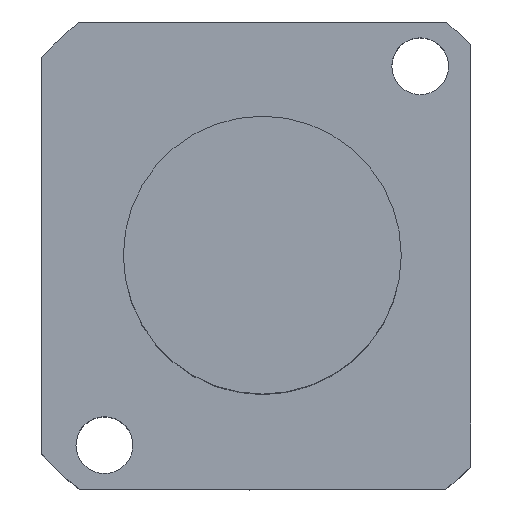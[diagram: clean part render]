
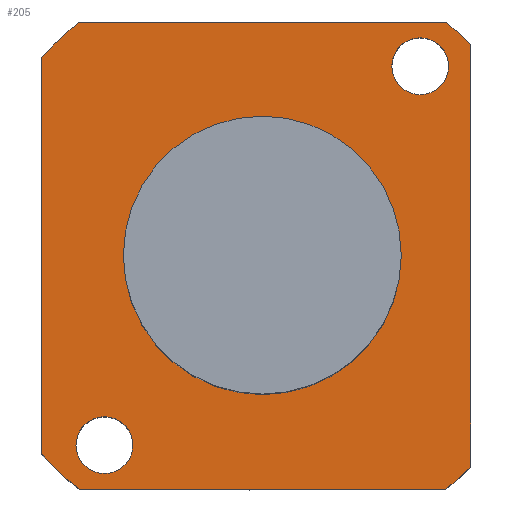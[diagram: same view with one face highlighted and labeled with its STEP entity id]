
A CAD part, top view. The second image highlights one B-rep face of the part: STEP entity #205.
In plain terms, the highlighted planar face has unit normal (0, 0, 1).
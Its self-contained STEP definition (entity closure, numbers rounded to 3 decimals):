
#158=EDGE_CURVE('Unnamed[1]',#429,#430,#431,.T.);
#169=EDGE_CURVE('Unnamed[1]',#450,#451,#452,.T.);
#183=EDGE_CURVE('Unnamed[1]',#471,#396,#472,.T.);
#205=ADVANCED_FACE('Unnamed[1]',(#505,#506,#507,#508),#509,.T.);
#207=EDGE_CURVE('Unnamed[1]',#396,#460,#511,.T.);
#213=EDGE_CURVE('Unnamed[1]',#518,#450,#519,.T.);
#238=EDGE_CURVE('Unnamed[1]',#553,#553,#554,.T.);
#242=EDGE_CURVE('Unnamed[1]',#430,#471,#558,.T.);
#260=EDGE_CURVE('Unnamed[1]',#582,#582,#583,.T.);
#279=EDGE_CURVE('Unnamed[1]',#460,#518,#609,.T.);
#285=EDGE_CURVE('Unnamed[1]',#451,#429,#616,.T.);
#305=EDGE_CURVE('Unnamed[1]',#641,#641,#642,.T.);
#396=VERTEX_POINT('',#743);
#429=VERTEX_POINT('',#794);
#430=VERTEX_POINT('',#795);
#431=LINE('',#796,#797);
#450=VERTEX_POINT('',#821);
#451=VERTEX_POINT('',#822);
#452=LINE('',#823,#824);
#460=VERTEX_POINT('',#853);
#471=VERTEX_POINT('',#868);
#472=LINE('',#869,#870);
#505=FACE_BOUND('',#954,.T.);
#506=FACE_BOUND('',#955,.T.);
#507=FACE_OUTER_BOUND('',#956,.T.);
#508=FACE_BOUND('',#957,.T.);
#509=PLANE('',#958);
#511=CIRCLE('',#961,23.5);
#518=VERTEX_POINT('',#980);
#519=CIRCLE('',#981,23.5);
#553=VERTEX_POINT('',#1038);
#554=CIRCLE('',#1039,2.25);
#558=CIRCLE('',#1046,23.5);
#582=VERTEX_POINT('',#1090);
#583=CIRCLE('',#1091,11.0);
#609=LINE('',#1127,#1128);
#616=CIRCLE('',#1147,23.5);
#641=VERTEX_POINT('',#1216);
#642=CIRCLE('',#1217,2.25);
#743=CARTESIAN_POINT('',(-14.491,18.5,0.));
#794=CARTESIAN_POINT('',(16.5,-16.733,0.));
#795=CARTESIAN_POINT('',(16.5,16.733,0.));
#796=CARTESIAN_POINT('',(16.5,8.625,0.));
#797=VECTOR('',#1444,1.0);
#821=CARTESIAN_POINT('',(-14.491,-18.5,0.));
#822=CARTESIAN_POINT('',(14.491,-18.5,0.));
#823=CARTESIAN_POINT('',(-0.25,-18.5,0.));
#824=VECTOR('',#1464,1.0);
#853=CARTESIAN_POINT('',(-17.5,15.684,0.));
#868=CARTESIAN_POINT('',(14.491,18.5,0.));
#869=CARTESIAN_POINT('',(-0.25,18.5,0.));
#870=VECTOR('',#1479,1.0);
#954=EDGE_LOOP('',(#1511));
#955=EDGE_LOOP('',(#1512));
#956=EDGE_LOOP('',(#1513,#1514,#1515,#1516,#1517,#1518,#1519,#1520));
#957=EDGE_LOOP('',(#1521));
#958=AXIS2_PLACEMENT_3D('',#1522,#1523,#1524);
#961=AXIS2_PLACEMENT_3D('',#1525,#1526,#1527);
#980=CARTESIAN_POINT('',(-17.5,-15.684,0.));
#981=AXIS2_PLACEMENT_3D('',#1531,#1532,#1533);
#1038=CARTESIAN_POINT('',(-14.75,-15.,0.));
#1039=AXIS2_PLACEMENT_3D('',#1568,#1569,#1570);
#1046=AXIS2_PLACEMENT_3D('',#1572,#1573,#1574);
#1090=CARTESIAN_POINT('',(0.,11.0,0.));
#1091=AXIS2_PLACEMENT_3D('',#1599,#1600,#1601);
#1127=CARTESIAN_POINT('',(-17.5,8.625,0.));
#1128=VECTOR('',#1636,1.0);
#1147=AXIS2_PLACEMENT_3D('',#1640,#1641,#1642);
#1216=CARTESIAN_POINT('',(10.25,15.,0.));
#1217=AXIS2_PLACEMENT_3D('',#1664,#1665,#1666);
#1444=DIRECTION('',(0.,1.0,0.));
#1464=DIRECTION('',(1.0,0.,0.));
#1479=DIRECTION('',(-1.0,0.,0.));
#1511=ORIENTED_EDGE('',*,*,#305,.T.);
#1512=ORIENTED_EDGE('',*,*,#238,.T.);
#1513=ORIENTED_EDGE('',*,*,#279,.T.);
#1514=ORIENTED_EDGE('',*,*,#213,.T.);
#1515=ORIENTED_EDGE('',*,*,#169,.T.);
#1516=ORIENTED_EDGE('',*,*,#285,.T.);
#1517=ORIENTED_EDGE('',*,*,#158,.T.);
#1518=ORIENTED_EDGE('',*,*,#242,.T.);
#1519=ORIENTED_EDGE('',*,*,#183,.T.);
#1520=ORIENTED_EDGE('',*,*,#207,.T.);
#1521=ORIENTED_EDGE('',*,*,#260,.F.);
#1522=CARTESIAN_POINT('',(0.,17.25,0.));
#1523=DIRECTION('',(0.,0.,1.0));
#1524=DIRECTION('',(0.,1.0,0.));
#1525=CARTESIAN_POINT('',(0.,0.,0.));
#1526=DIRECTION('',(0.,0.,1.0));
#1527=DIRECTION('',(0.,1.0,0.));
#1531=CARTESIAN_POINT('',(0.,0.,0.));
#1532=DIRECTION('',(0.,0.,1.0));
#1533=DIRECTION('',(0.,1.0,0.));
#1568=CARTESIAN_POINT('',(-12.5,-15.,0.));
#1569=DIRECTION('',(0.,0.,-1.0));
#1570=DIRECTION('',(-1.0,0.,0.));
#1572=CARTESIAN_POINT('',(0.,0.,0.));
#1573=DIRECTION('',(0.,0.,1.0));
#1574=DIRECTION('',(0.,1.0,0.));
#1599=CARTESIAN_POINT('',(0.,0.,0.));
#1600=DIRECTION('',(0.,0.,1.0));
#1601=DIRECTION('',(0.,1.0,0.));
#1636=DIRECTION('',(0.,-1.0,0.));
#1640=CARTESIAN_POINT('',(0.,0.,0.));
#1641=DIRECTION('',(0.,0.,1.0));
#1642=DIRECTION('',(0.,1.0,0.));
#1664=CARTESIAN_POINT('',(12.5,15.,0.));
#1665=DIRECTION('',(0.,0.,-1.0));
#1666=DIRECTION('',(-1.0,0.,0.));
